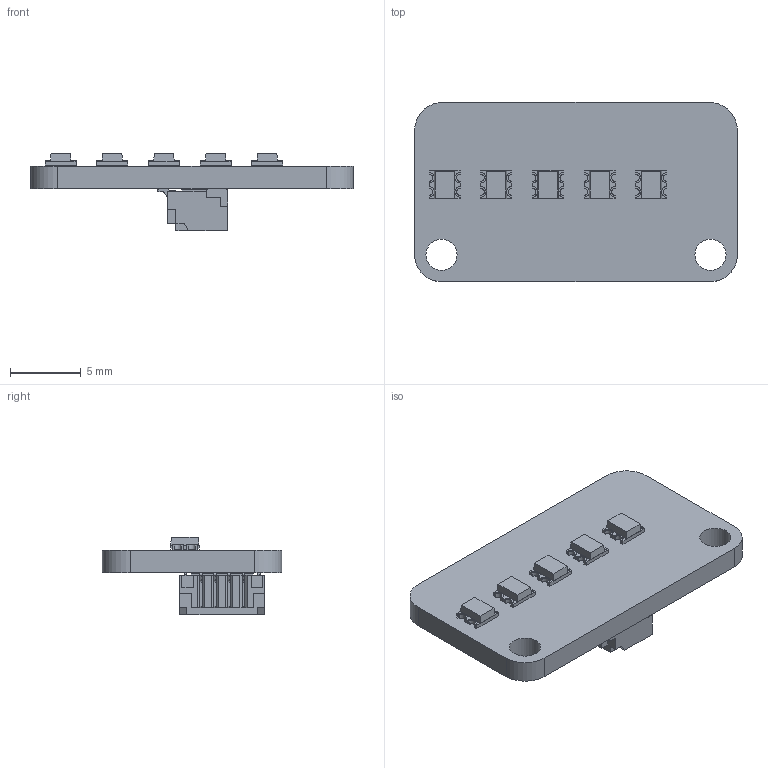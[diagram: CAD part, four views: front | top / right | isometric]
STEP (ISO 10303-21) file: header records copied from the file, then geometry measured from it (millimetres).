
FILE_DESCRIPTION(('KiCad electronic assembly'),'2;1');
FILE_NAME('Pearly_v2_led.step','2022-05-24T17:51:27',('An Author'),( 'A Company'),'Open CASCADE STEP processor 6.9', 'KiCad to STEP converter','Unknown');
FILE_SCHEMA(('AUTOMOTIVE_DESIGN { 1 0 10303 214 1 1 1 1 }'));
Length unit declared in the file: millimetre
Products named in the file (6): Open CASCADE STEP translator 6.9 1; WS2812-2020; SOLID; SM4B-SRSS-TB; COMPOUND
Assembly tree (9 placements, depth 3):
  Open CASCADE STEP translator 6.9 1
    WS2812-2020  x5
      SOLID
    SM4B-SRSS-TB
      COMPOUND
    COMPOUND
Bounding box: 22.8 x 12.68 x 5.46 mm (x, y, z)
Volume: 498 mm3; surface area: 995.2 mm2
Topology: 13 solids, 13 shells, 619 faces, 1694 edges, 1114 vertices
Faces by surface type: plane 520, cylinder 99
Full cylindrical faces by diameter (mm): 2.2 x2
Entity records: 26547 total; most frequent: CARTESIAN_POINT 4181, DIRECTION 3735, LINE 2721, VECTOR 2721, ORIENTED_EDGE 1964, PCURVE 1964, DEFINITIONAL_REPRESENTATION 1964, EDGE_CURVE 982
